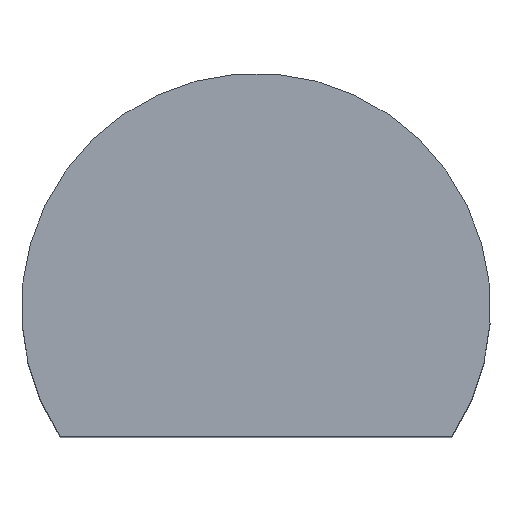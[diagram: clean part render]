
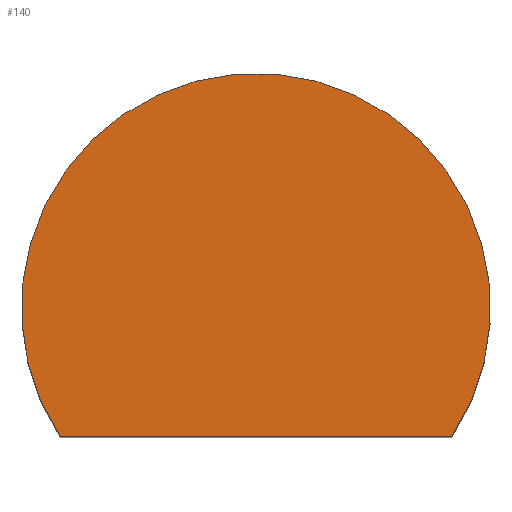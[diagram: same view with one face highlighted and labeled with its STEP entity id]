
A CAD part, top view. The second image highlights one B-rep face of the part: STEP entity #140.
In plain terms, the highlighted planar face has unit normal (0, 0, 1).
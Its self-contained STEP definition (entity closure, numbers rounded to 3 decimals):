
#12=DIRECTION('',(0.,0.,1.));
#23=VERTEX_POINT('',#24);
#24=CARTESIAN_POINT('',(-0.746,-1.33,7.3));
#27=ORIENTED_EDGE('',*,*,#28,.T.);
#28=EDGE_CURVE('',#23,#29,#31,.T.);
#29=VERTEX_POINT('',#30);
#30=CARTESIAN_POINT('',(3.286,-1.33,7.3));
#31=LINE('',#24,#32);
#32=VECTOR('',#33,1.);
#33=DIRECTION('',(1.,0.,0.));
#49=ORIENTED_EDGE('',*,*,#50,.T.);
#50=EDGE_CURVE('',#29,#23,#51,.T.);
#51=CIRCLE('',#52,2.415);
#52=AXIS2_PLACEMENT_3D('',#53,#12,#33);
#53=CARTESIAN_POINT('',(1.27,0.,7.3));
#76=DIRECTION('',(-1.,0.,0.));
#139=DIRECTION('',(0.,0.,-1.));
#140=ADVANCED_FACE('',(#141),#143,.F.);
#141=FACE_BOUND('',#142,.T.);
#142=EDGE_LOOP('',(#27,#49));
#143=PLANE('',#144);
#144=AXIS2_PLACEMENT_3D('',#24,#139,#76);
